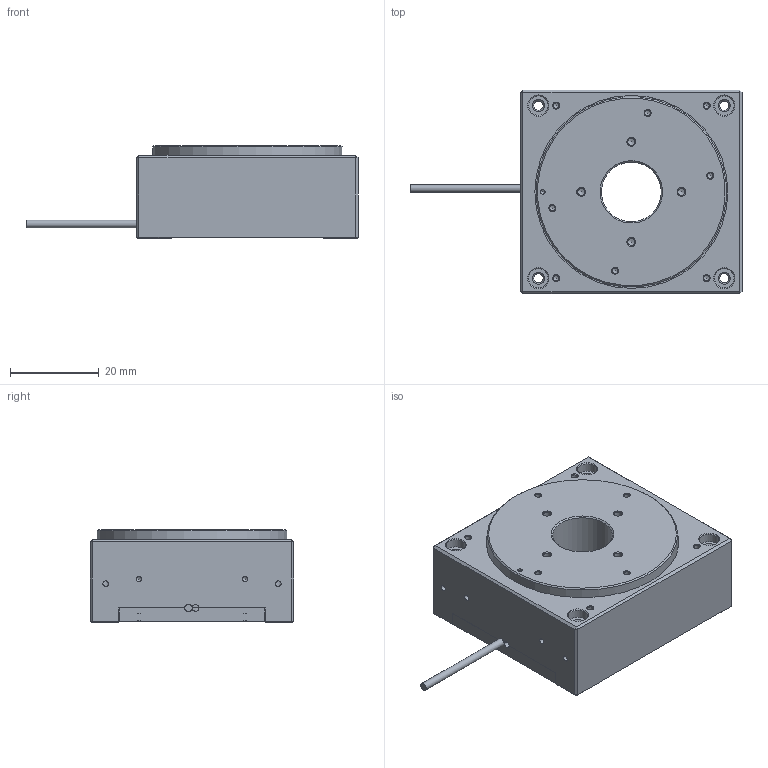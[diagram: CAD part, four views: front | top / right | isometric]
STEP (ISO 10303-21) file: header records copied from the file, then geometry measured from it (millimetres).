
FILE_DESCRIPTION(/* description */ (''),/* implementation_level */ '2;1');
FILE_NAME(/* name */ 'XRT-U-40_assy_M1.stp',/* time_stamp */ '2024-09-03T16:59:23+02:00',/* author */ (''),/* organization */ (''),/* preprocessor_version */ 'ST-DEVELOPER v16',/* originating_system */ 'SIEMENS PLM Software NX 10.0',/* authorisation */ '');
FILE_SCHEMA (('AUTOMOTIVE_DESIGN { 1 0 10303 214 3 1 1 1 }'));
Length unit declared in the file: millimetre
Products named in the file (7): Kabel; Bout_M1_6_L6; Bout_M1_6_L8; 1001_040_004_E; 1001_040_002_E; 1001_040_003_G; 1001_040_000_M1_assy
Assembly tree (9 placements, depth 2):
  1001_040_000_M1_assy
    1001_040_003_G
    1001_040_002_E
    1001_040_004_E
    Bout_M1_6_L8  x2
    Bout_M1_6_L6  x3
    Kabel
Bounding box: 75 x 46 x 20.95 mm (x, y, z)
Volume: 38282.2 mm3; surface area: 18840.2 mm2
Topology: 9 solids, 9 shells, 325 faces, 773 edges, 488 vertices
Faces by surface type: plane 141, cylinder 107, cone 56, bspline 15, torus 6
Full cylindrical faces by diameter (mm): 1 x1, 1.25 x17, 1.6 x4, 1.7 x1, 1.8 x4, 2.135 x4, 3 x5, 3.5 x4, 4.4 x4, 13.5 x1, 15 x1, 17 x1, 19 x1, 21.5 x1, 25 x1, 26.6 x1, 43 x1, 43.6 x1
Entity records: 17650 total; most frequent: CARTESIAN_POINT 12221, DIRECTION 1106, ORIENTED_EDGE 888, EDGE_CURVE 444, AXIS2_PLACEMENT_3D 438, EDGE_LOOP 406, VERTEX_POINT 345, FACE_BOUND 309
